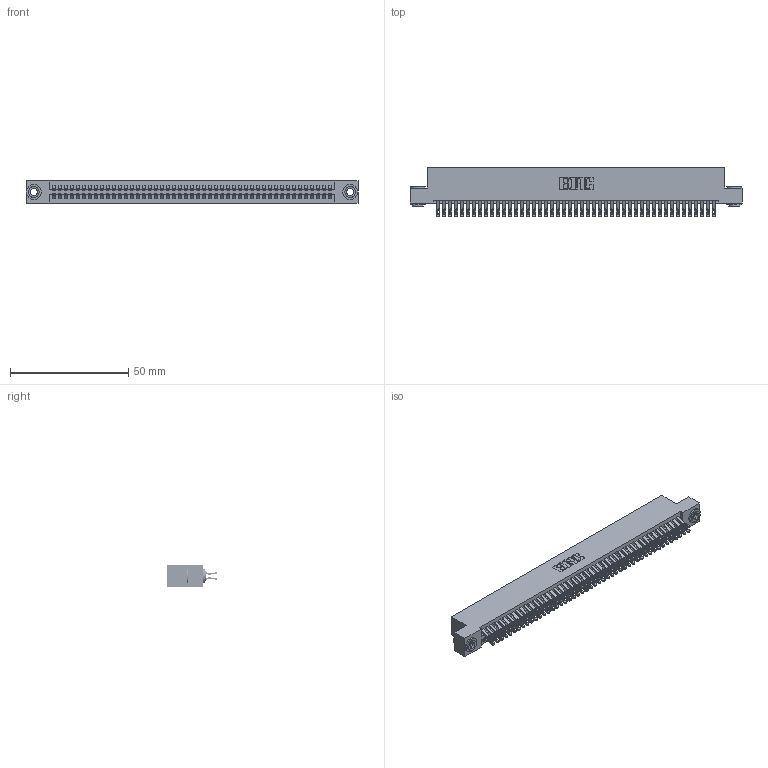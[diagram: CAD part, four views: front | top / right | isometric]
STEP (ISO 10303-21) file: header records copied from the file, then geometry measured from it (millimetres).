
FILE_DESCRIPTION (( 'STEP AP203' ), '1' );
FILE_NAME ('345-094-555-203.STEP', '2019-11-02T05:20:34', ( '' ), ( '' ), 'SwSTEP 2.0', 'SolidWorks 2016', '' );
FILE_SCHEMA (( 'CONFIG_CONTROL_DESIGN' ));
Length unit declared in the file: inch
Products named in the file (4): 345 Part_Flush Mounting Lugs - 0.156 Dia-TH; 345-292-001_555 Tail; 345-250-002_345-250-002-102; 345-094-555-203
Assembly tree (97 placements, depth 2):
  345-094-555-203
    345 Part_Flush Mounting Lugs - 0.156 Dia-TH
    345-292-001_555 Tail  x94
    345-250-002_345-250-002-102  x2
Bounding box: 140.59 x 21.13 x 9.4 mm (x, y, z)
Volume: 13995.4 mm3; surface area: 21937.6 mm2
Topology: 97 solids, 97 shells, 5428 faces, 17055 edges, 11366 vertices
Faces by surface type: plane 3004, cylinder 2416, cone 8
Entity records: 37180 total; most frequent: CARTESIAN_POINT 6237, ORIENTED_EDGE 6134, DIRECTION 5493, EDGE_CURVE 3067, VECTOR 2703, LINE 2703, VERTEX_POINT 2042, AXIS2_PLACEMENT_3D 1395
